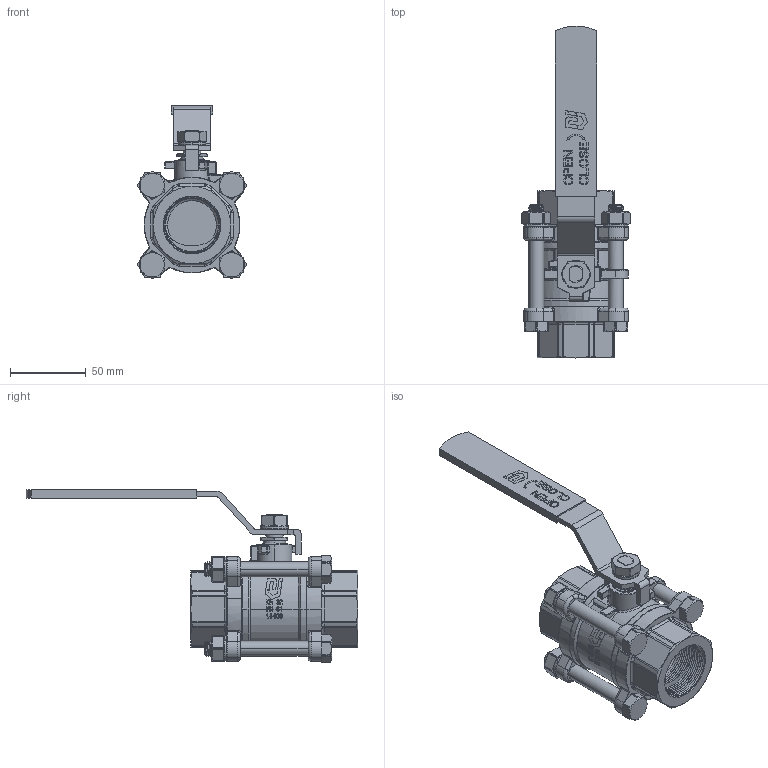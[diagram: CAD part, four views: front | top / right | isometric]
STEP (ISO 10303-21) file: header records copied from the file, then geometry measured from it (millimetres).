
FILE_DESCRIPTION(('HOOPS Exchange Step'),'2;1');
FILE_NAME('GK0400_DN32.stp','2025-10-31T14:38:35+01:00',('nieru'),('Unknown organisation'),'HOOPS Exchange 2024.2','HOOPS Exchange','Unknown authorisation');
FILE_SCHEMA( ('AP203_CONFIGURATION_CONTROLLED_3D_DESIGN_OF_MECHANICAL_PARTS_AND_ASSEMBLIES_MIM_LF') );
Length unit declared in the file: millimetre
Products named in the file (2): 0; root
Assembly tree (1 placements, depth 2):
  root
    0
Bounding box: 71.4 x 218.3 x 113.64 mm (x, y, z)
Volume: 301502.2 mm3; surface area: 73097.4 mm2
Topology: 1 solids, 1 shells, 2173 faces, 5974 edges, 3835 vertices
Faces by surface type: plane 977, cylinder 645, bspline 240, torus 207, cone 76, sphere 28
Full cylindrical faces by diameter (mm): 32 x1, 35.11 x13
Entity records: 119354 total; most frequent: CARTESIAN_POINT 69757, ORIENTED_EDGE 11902, DIRECTION 8184, EDGE_CURVE 5951, VERTEX_POINT 3836, AXIS2_PLACEMENT_3D 2927, VECTOR 2330, LINE 2330
